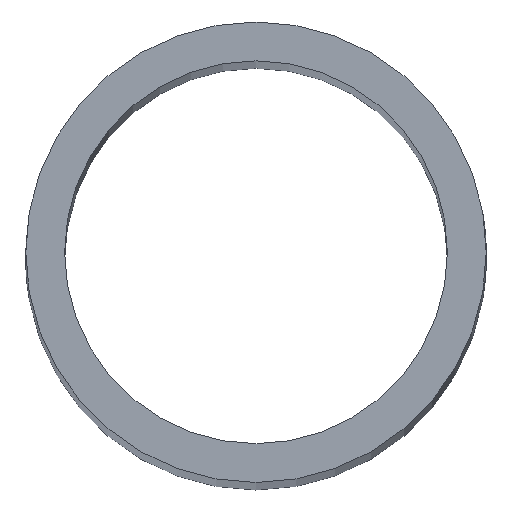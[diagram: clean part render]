
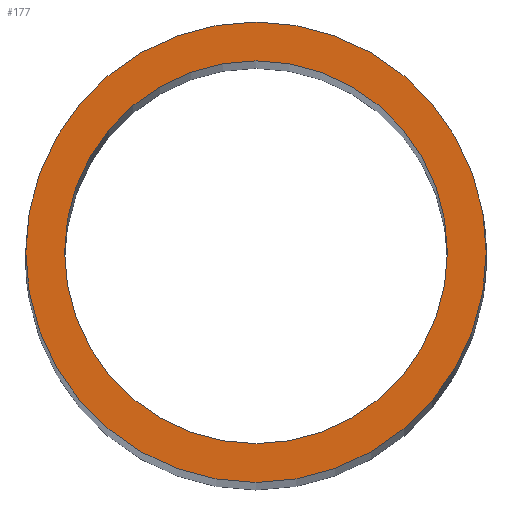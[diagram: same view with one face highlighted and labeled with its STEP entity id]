
A CAD part, top view. The second image highlights one B-rep face of the part: STEP entity #177.
In plain terms, the highlighted planar face has unit normal (0, 0, 1).
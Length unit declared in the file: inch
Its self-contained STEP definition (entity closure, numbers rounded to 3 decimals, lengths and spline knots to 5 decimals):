
#55=FACE_BOUND('',#96,.T.);
#65=FACE_OUTER_BOUND('',#95,.T.);
#95=EDGE_LOOP('',(#163));
#96=EDGE_LOOP('',(#164));
#101=CIRCLE('',#191,0.83);
#102=CIRCLE('',#195,0.69);
#105=VERTEX_POINT('',#238);
#115=VERTEX_POINT('',#558);
#121=EDGE_CURVE('',#105,#105,#101,.T.);
#131=EDGE_CURVE('',#115,#115,#102,.T.);
#163=ORIENTED_EDGE('',*,*,#121,.F.);
#164=ORIENTED_EDGE('',*,*,#131,.F.);
#168=PLANE('',#199);
#177=ADVANCED_FACE('',(#65,#55),#168,.T.);
#191=AXIS2_PLACEMENT_3D('',#239,#211,#212);
#195=AXIS2_PLACEMENT_3D('',#559,#219,#220);
#199=AXIS2_PLACEMENT_3D('',#668,#227,#228);
#211=DIRECTION('center_axis',(0.,0.,-1.));
#212=DIRECTION('ref_axis',(-1.,0.,0.));
#219=DIRECTION('center_axis',(0.,0.,1.));
#220=DIRECTION('ref_axis',(1.,0.,0.));
#227=DIRECTION('center_axis',(0.,0.,1.));
#228=DIRECTION('ref_axis',(1.,0.,0.));
#238=CARTESIAN_POINT('',(0.83,0.,15.5));
#239=CARTESIAN_POINT('Origin',(0.,0.,15.5));
#558=CARTESIAN_POINT('',(-0.69,0.,15.5));
#559=CARTESIAN_POINT('Origin',(0.,0.,15.5));
#668=CARTESIAN_POINT('Origin',(0.,0.,15.5));
